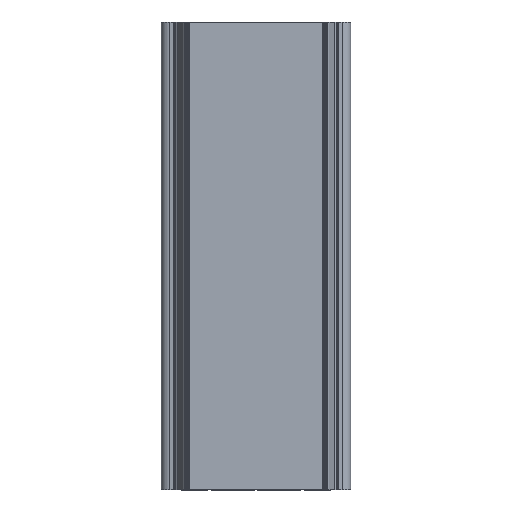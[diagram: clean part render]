
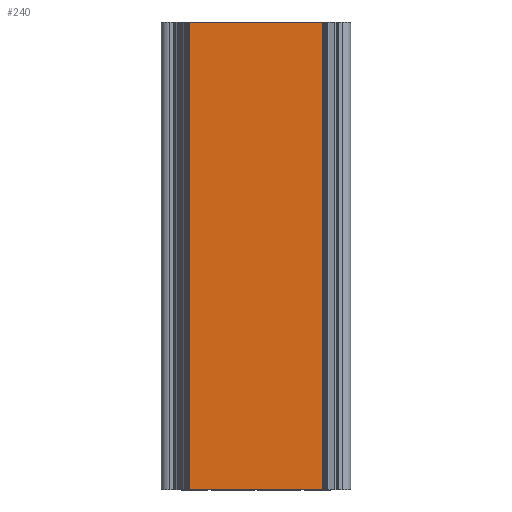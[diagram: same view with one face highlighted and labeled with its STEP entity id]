
A CAD part, top view. The second image highlights one B-rep face of the part: STEP entity #240.
In plain terms, the highlighted planar face has unit normal (0, 0, 1).
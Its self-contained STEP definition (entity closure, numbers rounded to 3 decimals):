
#240 = ADVANCED_FACE( '', ( #545 ), #546, .T. );
#545 = FACE_OUTER_BOUND( '', #912, .T. );
#546 = PLANE( '', #913 );
#912 = EDGE_LOOP( '', ( #1513, #1514, #1515, #1516 ) );
#913 = AXIS2_PLACEMENT_3D( '', #1517, #1518, #1519 );
#1513 = ORIENTED_EDGE( '', *, *, #2536, .F. );
#1514 = ORIENTED_EDGE( '', *, *, #2355, .F. );
#1515 = ORIENTED_EDGE( '', *, *, #2537, .T. );
#1516 = ORIENTED_EDGE( '', *, *, #2538, .T. );
#1517 = CARTESIAN_POINT( '', ( -16., 100., -7.257 ) );
#1518 = DIRECTION( '', ( 0., 0., 1. ) );
#1519 = DIRECTION( '', ( 1., 0., 0. ) );
#2355 = EDGE_CURVE( '', #2859, #2855, #2861, .T. );
#2536 = EDGE_CURVE( '', #2855, #3160, #3161, .T. );
#2537 = EDGE_CURVE( '', #2859, #3162, #3163, .T. );
#2538 = EDGE_CURVE( '', #3162, #3160, #3164, .T. );
#2855 = VERTEX_POINT( '', #3587 );
#2859 = VERTEX_POINT( '', #3592 );
#2861 = LINE( '', #3594, #3595 );
#3160 = VERTEX_POINT( '', #3993 );
#3161 = LINE( '', #3994, #3995 );
#3162 = VERTEX_POINT( '', #3996 );
#3163 = LINE( '', #3997, #3998 );
#3164 = LINE( '', #3999, #4000 );
#3587 = CARTESIAN_POINT( '', ( 16., 0., -7.257 ) );
#3592 = CARTESIAN_POINT( '', ( 16., 100., -7.257 ) );
#3594 = CARTESIAN_POINT( '', ( 16., 100., -7.257 ) );
#3595 = VECTOR( '', #4489, 1000. );
#3993 = CARTESIAN_POINT( '', ( -16., 0., -7.257 ) );
#3994 = CARTESIAN_POINT( '', ( -16., 0., -7.257 ) );
#3995 = VECTOR( '', #4709, 1000. );
#3996 = CARTESIAN_POINT( '', ( -16., 100., -7.257 ) );
#3997 = CARTESIAN_POINT( '', ( -16., 100., -7.257 ) );
#3998 = VECTOR( '', #4710, 1000. );
#3999 = CARTESIAN_POINT( '', ( -16., 100., -7.257 ) );
#4000 = VECTOR( '', #4711, 1000. );
#4489 = DIRECTION( '', ( 0., -1., 0. ) );
#4709 = DIRECTION( '', ( -1., 0., 0. ) );
#4710 = DIRECTION( '', ( -1., 0., 0. ) );
#4711 = DIRECTION( '', ( 0., -1., 0. ) );
